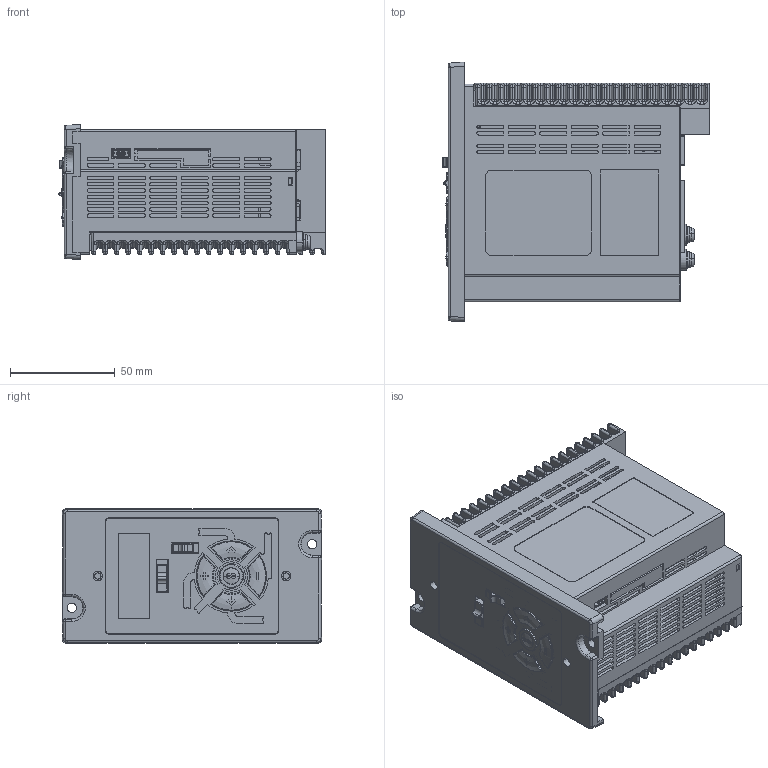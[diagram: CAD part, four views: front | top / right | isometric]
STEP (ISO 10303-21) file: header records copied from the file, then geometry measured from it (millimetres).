
FILE_DESCRIPTION (( 'STEP AP203' ), '1' );
FILE_NAME ('P91-DR-200-01-R00.STEP', '2018-02-02T05:20:17', ( '' ), ( '' ), 'SwSTEP 2.0', 'SolidWorks 2013', '' );
FILE_SCHEMA (( 'CONFIG_CONTROL_DESIGN' ));
Length unit declared in the file: millimetre
Products named in the file (32): PCB ASSY-1; JS202011CQN-1; ASM0001_ASM-1; P91-DR-200-01-R00; M91-DR-000-06-R00-1; PTS645SM43SMTR92 LFS-1; USB2066-05-RBHM-15-STB-00-00-_2-1; M91-DR-000-05-R00-1; 5569-06A2-1; USB2066-05-RBHM-15-STB-00-00-_1_ASM-1; USB2066-05-RBHM-15-STB-00--7384-1; M91-DR-200-01-R00; 5569-04A2-1; USB-T06-0074-1; USB2066-05-RBHM-15-STB-00--3884-1; M91-DR-200-02-R00; ECH250R-13-1; PCB1 R04-1; USB2066-05-RBHM-15-STB-00-0-384-1; pan cross head_ks_KS 1023 PC- M4 x 6-N-1; M91-DR-000-03-R00-1; PCB2 R04-1; USB2066-05-RBHM-15-STB-00-00--8-1; spring lock washer_ks_KS 1324 - M4-1; M91-DR-000-04-R00-1; PCB3 R04-1; USB2066-05-RBHM-15-STB-00-00--2-1; plain washer small grade a_iso_Washer ISO 7092 - 4-1; CPM5.08SQ-05P-1; 3461CSR-1; _USB2066-05-RBHM-15-STB-00-00-_-1; insert m305-1
Assembly tree (40 placements, depth 6):
  P91-DR-200-01-R00
    PCB ASSY-1
      USB-T06-0074-1
        USB2066-05-RBHM-15-STB-00-00-_1_ASM-1
          ASM0001_ASM-1
            USB2066-05-RBHM-15-STB-00--7384-1
            USB2066-05-RBHM-15-STB-00--3884-1
            USB2066-05-RBHM-15-STB-00-0-384-1
            USB2066-05-RBHM-15-STB-00-00--8-1
            USB2066-05-RBHM-15-STB-00-00--2-1
            _USB2066-05-RBHM-15-STB-00-00-_-1
          USB2066-05-RBHM-15-STB-00-00-_2-1
      PCB1 R04-1
      PCB2 R04-1
      PCB3 R04-1
      3461CSR-1
      JS202011CQN-1  x2
      PTS645SM43SMTR92 LFS-1  x5
      5569-06A2-1
      5569-04A2-1
      ECH250R-13-1
      M91-DR-000-03-R00-1
      M91-DR-000-04-R00-1
      CPM5.08SQ-05P-1
    M91-DR-000-06-R00-1
    M91-DR-000-05-R00-1
    M91-DR-200-01-R00
    M91-DR-200-02-R00
    pan cross head_ks_KS 1023 PC- M4 x 6-N-1  x2
    spring lock washer_ks_KS 1324 - M4-1  x2
    plain washer small grade a_iso_Washer ISO 7092 - 4-1  x2
    insert m305-1  x2
Bounding box: 127.6 x 124 x 64.5 mm (x, y, z)
Volume: 227975.4 mm3; surface area: 192246 mm2
Topology: 35 solids, 36 shells, 6463 faces, 17185 edges, 10807 vertices
Faces by surface type: plane 3805, cylinder 1462, bspline 917, sphere 207, cone 63, torus 9
Entity records: 208741 total; most frequent: CARTESIAN_POINT 66798, ORIENTED_EDGE 31074, DIRECTION 25284, EDGE_CURVE 15545, VECTOR 10476, LINE 10476, VERTEX_POINT 9784, AXIS2_PLACEMENT_3D 7404
